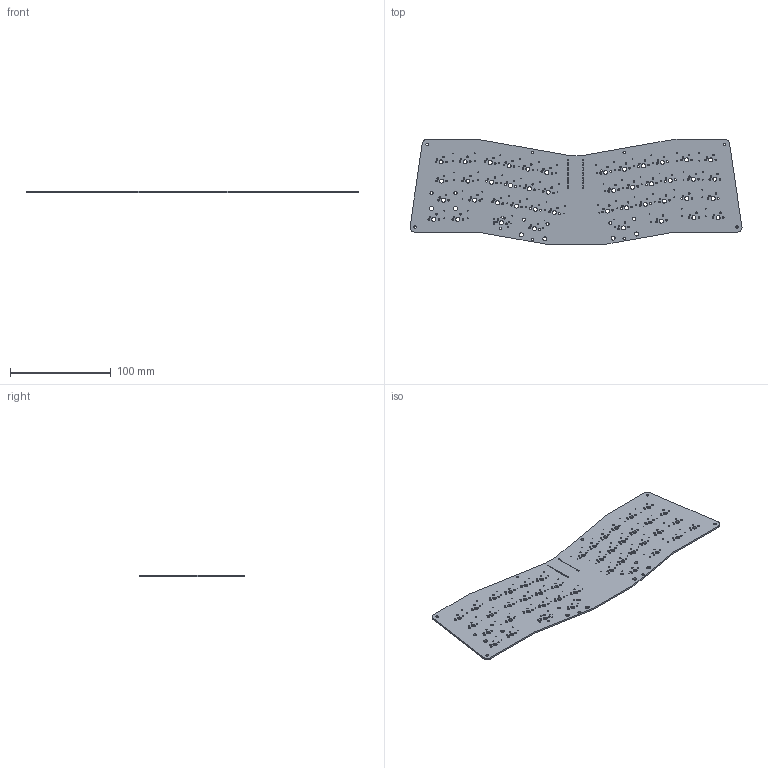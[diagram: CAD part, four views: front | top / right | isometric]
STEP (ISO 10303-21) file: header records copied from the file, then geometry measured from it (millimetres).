
FILE_DESCRIPTION(('KiCad electronic assembly'),'2;1');
FILE_NAME('40% Alice.step','2022-03-25T17:48:53',('Pcbnew'),('Kicad'), 'Open CASCADE STEP processor 7.6','KiCad to STEP converter','Unknown' );
FILE_SCHEMA(('AUTOMOTIVE_DESIGN { 1 0 10303 214 1 1 1 1 }'));
Length unit declared in the file: millimetre
Products named in the file (2): 40% Alice 1; 40% Alice PCB
Assembly tree (1 placements, depth 2):
  40% Alice 1
    40% Alice PCB
Bounding box: 329.71 x 104.45 x 1.6 mm (x, y, z)
Volume: 44763.6 mm3; surface area: 60410 mm2
Topology: 1 solids, 1 shells, 388 faces, 1158 edges, 772 vertices
Faces by surface type: cylinder 367, plane 21
Full cylindrical faces by diameter (mm): 0.8 x88, 1 x5, 1.092 x24, 1.5 x88, 1.7 x88, 2.5 x8, 3.05 x6, 4 x50
Entity records: 32235 total; most frequent: CARTESIAN_POINT 9040, DIRECTION 4254, ORIENTED_EDGE 2316, PCURVE 2316, DEFINITIONAL_REPRESENTATION 2316, LINE 2006, VECTOR 2006, EDGE_CURVE 1158
